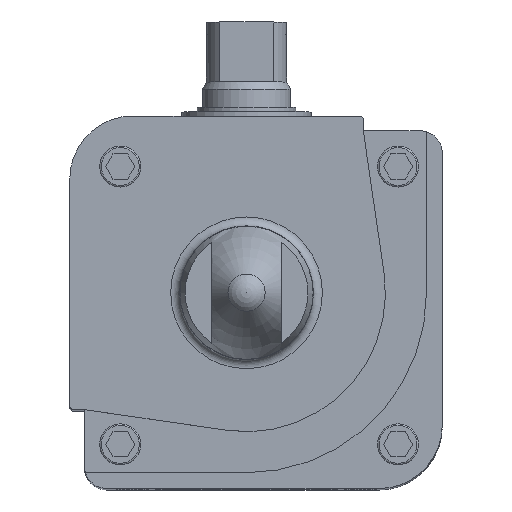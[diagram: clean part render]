
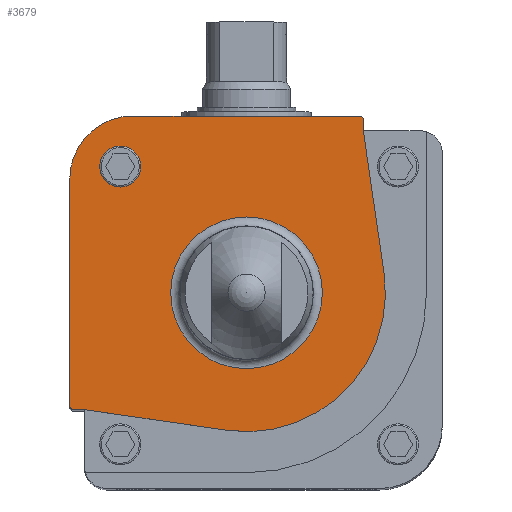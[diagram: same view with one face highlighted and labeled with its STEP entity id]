
A CAD part, top view. The second image highlights one B-rep face of the part: STEP entity #3679.
In plain terms, the highlighted planar face has unit normal (0, 0, 1).
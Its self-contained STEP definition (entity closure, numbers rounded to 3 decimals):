
#123=PLANE('',#4008);
#276=LINE('',#5682,#582);
#282=LINE('',#5697,#588);
#287=LINE('',#5739,#593);
#293=LINE('',#5762,#599);
#294=LINE('',#5769,#600);
#295=LINE('',#5773,#601);
#582=VECTOR('',#4461,1000.);
#588=VECTOR('',#4475,1000.);
#593=VECTOR('',#4518,1000.);
#599=VECTOR('',#4540,1000.);
#600=VECTOR('',#4551,1000.);
#601=VECTOR('',#4554,1000.);
#988=ORIENTED_EDGE('',*,*,#1929,.T.);
#989=ORIENTED_EDGE('',*,*,#1930,.F.);
#990=ORIENTED_EDGE('',*,*,#1931,.T.);
#991=ORIENTED_EDGE('',*,*,#1932,.F.);
#992=ORIENTED_EDGE('',*,*,#1914,.T.);
#993=ORIENTED_EDGE('',*,*,#1919,.T.);
#994=ORIENTED_EDGE('',*,*,#1926,.T.);
#995=ORIENTED_EDGE('',*,*,#1928,.T.);
#996=ORIENTED_EDGE('',*,*,#1886,.T.);
#997=ORIENTED_EDGE('',*,*,#1890,.T.);
#998=ORIENTED_EDGE('',*,*,#1894,.T.);
#999=ORIENTED_EDGE('',*,*,#1933,.T.);
#1886=EDGE_CURVE('',#2364,#2363,#276,.T.);
#1890=EDGE_CURVE('',#2363,#2366,#2712,.T.);
#1894=EDGE_CURVE('',#2366,#2368,#282,.T.);
#1914=EDGE_CURVE('',#2387,#2386,#287,.T.);
#1919=EDGE_CURVE('',#2386,#2389,#2729,.T.);
#1926=EDGE_CURVE('',#2389,#2395,#293,.T.);
#1928=EDGE_CURVE('',#2395,#2364,#2735,.T.);
#1929=EDGE_CURVE('',#2396,#2396,#2736,.T.);
#1930=EDGE_CURVE('',#2397,#2368,#294,.T.);
#1931=EDGE_CURVE('',#2397,#2398,#2737,.T.);
#1932=EDGE_CURVE('',#2387,#2398,#295,.T.);
#1933=EDGE_CURVE('',#2399,#2399,#2738,.T.);
#2363=VERTEX_POINT('',#5681);
#2364=VERTEX_POINT('',#5683);
#2366=VERTEX_POINT('',#5689);
#2368=VERTEX_POINT('',#5696);
#2386=VERTEX_POINT('',#5738);
#2387=VERTEX_POINT('',#5740);
#2389=VERTEX_POINT('',#5747);
#2395=VERTEX_POINT('',#5761);
#2396=VERTEX_POINT('',#5768);
#2397=VERTEX_POINT('',#5770);
#2398=VERTEX_POINT('',#5772);
#2399=VERTEX_POINT('',#5775);
#2712=CIRCLE('',#3976,1.2);
#2729=CIRCLE('',#3999,1.2);
#2735=CIRCLE('',#4007,20.);
#2736=CIRCLE('',#4009,6.5);
#2737=CIRCLE('',#4010,44.);
#2738=CIRCLE('',#4011,24.029);
#2903=EDGE_LOOP('',(#988));
#2904=EDGE_LOOP('',(#989,#990,#991,#992,#993,#994,#995,#996,#997,#998));
#2905=EDGE_LOOP('',(#999));
#3269=FACE_BOUND('',#2903,.T.);
#3270=FACE_BOUND('',#2904,.T.);
#3271=FACE_BOUND('',#2905,.T.);
#3679=ADVANCED_FACE('',(#3269,#3270,#3271),#123,.T.);
#3976=AXIS2_PLACEMENT_3D('',#5690,#4468,#4469);
#3999=AXIS2_PLACEMENT_3D('',#5748,#4526,#4527);
#4007=AXIS2_PLACEMENT_3D('',#5765,#4545,#4546);
#4008=AXIS2_PLACEMENT_3D('',#5766,#4547,#4548);
#4009=AXIS2_PLACEMENT_3D('',#5767,#4549,#4550);
#4010=AXIS2_PLACEMENT_3D('',#5771,#4552,#4553);
#4011=AXIS2_PLACEMENT_3D('',#5774,#4555,#4556);
#4461=DIRECTION('',(0.,-1.,0.));
#4468=DIRECTION('',(0.,0.,1.));
#4469=DIRECTION('',(1.,0.,0.));
#4475=DIRECTION('',(1.,0.,0.));
#4518=DIRECTION('',(0.,1.,0.));
#4526=DIRECTION('',(0.,0.,1.));
#4527=DIRECTION('',(1.,0.,0.));
#4540=DIRECTION('',(-1.,0.,0.));
#4545=DIRECTION('',(0.,0.,1.));
#4546=DIRECTION('',(1.,0.,0.));
#4547=DIRECTION('',(0.,0.,1.));
#4548=DIRECTION('',(1.,0.,0.));
#4549=DIRECTION('',(0.,0.,-1.));
#4550=DIRECTION('',(-1.,0.,0.));
#4551=DIRECTION('',(-0.99,0.144,0.));
#4552=DIRECTION('',(0.,0.,1.));
#4553=DIRECTION('',(1.,0.,0.));
#4554=DIRECTION('',(0.144,-0.99,0.));
#4555=DIRECTION('',(0.,0.,-1.));
#4556=DIRECTION('',(-1.,0.,0.));
#5681=CARTESIAN_POINT('',(-56.,-35.8,133.));
#5682=CARTESIAN_POINT('',(-56.,36.,133.));
#5683=CARTESIAN_POINT('',(-56.,36.,133.));
#5689=CARTESIAN_POINT('',(-54.8,-37.,133.));
#5690=CARTESIAN_POINT('',(-54.8,-35.8,133.));
#5696=CARTESIAN_POINT('',(-51.3,-37.,133.));
#5697=CARTESIAN_POINT('',(-54.8,-37.,133.));
#5738=CARTESIAN_POINT('',(37.,54.8,133.));
#5739=CARTESIAN_POINT('',(37.,51.3,133.));
#5740=CARTESIAN_POINT('',(37.,51.3,133.));
#5747=CARTESIAN_POINT('',(35.8,56.,133.));
#5748=CARTESIAN_POINT('',(35.8,54.8,133.));
#5761=CARTESIAN_POINT('',(-36.,56.,133.));
#5762=CARTESIAN_POINT('',(35.8,56.,133.));
#5765=CARTESIAN_POINT('',(-36.,36.,133.));
#5766=CARTESIAN_POINT('',(-54.8,-35.8,133.));
#5767=CARTESIAN_POINT('',(-40.,40.,133.));
#5768=CARTESIAN_POINT('',(-46.5,40.,133.));
#5769=CARTESIAN_POINT('',(-6.334,-43.542,133.));
#5770=CARTESIAN_POINT('',(-6.334,-43.542,133.));
#5771=CARTESIAN_POINT('',(0.,0.,133.));
#5772=CARTESIAN_POINT('',(43.542,6.334,133.));
#5773=CARTESIAN_POINT('',(37.,51.3,133.));
#5774=CARTESIAN_POINT('',(0.,0.,133.));
#5775=CARTESIAN_POINT('',(-24.029,0.,133.));
